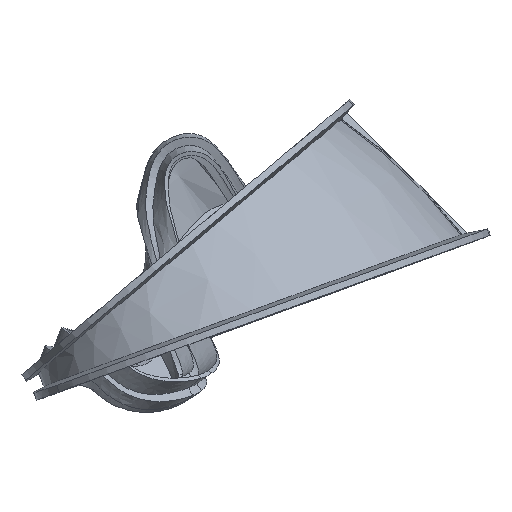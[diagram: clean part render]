
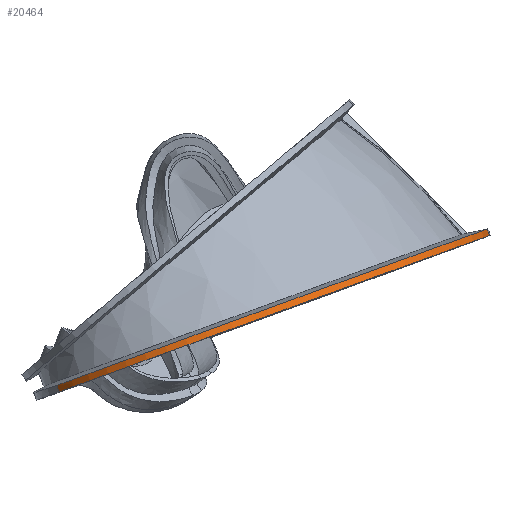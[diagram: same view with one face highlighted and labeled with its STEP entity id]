
A CAD part, top view. The second image highlights one B-rep face of the part: STEP entity #20464.
In plain terms, the highlighted face is a extrusion surface.
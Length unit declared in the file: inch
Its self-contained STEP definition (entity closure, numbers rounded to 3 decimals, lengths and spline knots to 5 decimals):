
#2209=CARTESIAN_POINT('',(19.52253,8.70189,43.22887));
#2291=CARTESIAN_POINT('',(19.95005,7.52727,43.22887));
#2292=CARTESIAN_POINT('',(20.62011,7.77115,44.08207));
#2293=CARTESIAN_POINT('',(22.57389,8.48227,46.28609));
#2294=CARTESIAN_POINT('',(26.12072,9.77321,49.24693));
#2295=CARTESIAN_POINT('',(30.72492,11.449,51.93547));
#2296=CARTESIAN_POINT('',(34.77992,12.9249,53.48198));
#2297=CARTESIAN_POINT('',(38.25321,14.18907,54.30483));
#2298=CARTESIAN_POINT('',(41.93566,15.52938,54.81074));
#2299=CARTESIAN_POINT('',(46.00325,17.00986,54.72844));
#2300=CARTESIAN_POINT('',(50.38466,18.60456,54.02293));
#2301=CARTESIAN_POINT('',(54.1755,19.98431,53.02352));
#2302=CARTESIAN_POINT('',(57.97389,21.36681,51.7215));
#2303=CARTESIAN_POINT('',(62.24365,22.92088,49.95511));
#2304=CARTESIAN_POINT('',(67.04441,24.66822,47.51402));
#2305=CARTESIAN_POINT('',(74.07185,27.22599,43.08681));
#2306=CARTESIAN_POINT('',(80.64207,29.61736,37.44833));
#2307=CARTESIAN_POINT('',(86.50605,31.75167,30.59447));
#2308=CARTESIAN_POINT('',(90.74871,33.29587,24.39304));
#2309=CARTESIAN_POINT('',(94.62553,34.70692,16.82951));
#2310=CARTESIAN_POINT('',(97.33278,35.69228,8.66995));
#2311=CARTESIAN_POINT('',(98.2672,36.03238,3.02339));
#2312=CARTESIAN_POINT('',(98.49199,36.1142,0.52401));
#4773=DIRECTION('',(0.342,-0.94,0.));
#4774=VECTOR('',#4773,1.25);
#4775=CARTESIAN_POINT('',(19.52253,8.70189,43.22887));
#4776=LINE('',#4775,#4774);
#4777=CARTESIAN_POINT('',(19.52253,8.70189,43.22887));
#4778=CARTESIAN_POINT('',(20.19258,8.94576,44.08207));
#4779=CARTESIAN_POINT('',(22.14637,9.65688,46.28609));
#4780=CARTESIAN_POINT('',(25.69319,10.94782,49.24693));
#4781=CARTESIAN_POINT('',(30.29739,12.62361,51.93547));
#4782=CARTESIAN_POINT('',(34.3524,14.09952,53.48198));
#4783=CARTESIAN_POINT('',(37.82568,15.36369,54.30483));
#4784=CARTESIAN_POINT('',(41.50814,16.70399,54.81074));
#4785=CARTESIAN_POINT('',(45.57572,18.18447,54.72844));
#4786=CARTESIAN_POINT('',(49.95714,19.77918,54.02293));
#4787=CARTESIAN_POINT('',(53.74797,21.15893,53.02352));
#4788=CARTESIAN_POINT('',(57.54636,22.54143,51.7215));
#4789=CARTESIAN_POINT('',(61.81613,24.0955,49.95511));
#4790=CARTESIAN_POINT('',(66.61689,25.84283,47.51402));
#4791=CARTESIAN_POINT('',(73.64432,28.40061,43.08681));
#4792=CARTESIAN_POINT('',(80.21455,30.79198,37.44833));
#4793=CARTESIAN_POINT('',(86.07853,32.92629,30.59447));
#4794=CARTESIAN_POINT('',(90.32118,34.47049,24.39304));
#4795=CARTESIAN_POINT('',(94.19801,35.88154,16.82951));
#4796=CARTESIAN_POINT('',(96.90526,36.8669,8.66995));
#4797=CARTESIAN_POINT('',(97.83968,37.207,3.02339));
#4798=CARTESIAN_POINT('',(98.06447,37.28881,0.52401));
#4800=DIRECTION('',(0.342,-0.94,0.));
#4801=VECTOR('',#4800,1.25);
#4802=CARTESIAN_POINT('',(98.06447,37.28881,0.52401));
#4803=LINE('',#4802,#4801);
#5007=CARTESIAN_POINT('',(98.06447,37.28881,0.52401));
#5008=CARTESIAN_POINT('',(98.49199,36.1142,0.52401));
#5009=VERTEX_POINT('',#5007);
#5010=VERTEX_POINT('',#5008);
#5232=CARTESIAN_POINT('',(19.95005,7.52727,43.22887));
#5234=VERTEX_POINT('',#5232);
#5238=VERTEX_POINT('',#2209);
#20419=CARTESIAN_POINT('',(17.24725,7.87375,2.52824));
#20420=CARTESIAN_POINT('',(16.74652,7.6915,3.62488));
#20421=CARTESIAN_POINT('',(15.76674,7.33489,6.03814));
#20422=CARTESIAN_POINT('',(14.61812,6.91683,10.02666));
#20423=CARTESIAN_POINT('',(13.84578,6.63572,14.24061));
#20424=CARTESIAN_POINT('',(13.4279,6.48362,18.61795));
#20425=CARTESIAN_POINT('',(13.36379,6.46029,22.21752));
#20426=CARTESIAN_POINT('',(13.46655,6.49769,25.18215));
#20427=CARTESIAN_POINT('',(13.69752,6.58176,28.32757));
#20428=CARTESIAN_POINT('',(14.30344,6.80229,32.31316));
#20429=CARTESIAN_POINT('',(15.51272,7.24243,36.29052));
#20430=CARTESIAN_POINT('',(16.95566,7.76762,39.39182));
#20431=CARTESIAN_POINT('',(18.77743,8.43069,42.41077));
#20432=CARTESIAN_POINT('',(21.65759,9.47899,45.87807));
#20433=CARTESIAN_POINT('',(25.69319,10.94782,49.24693));
#20434=CARTESIAN_POINT('',(30.29739,12.62361,51.93547));
#20435=CARTESIAN_POINT('',(34.3524,14.09952,53.48198));
#20436=CARTESIAN_POINT('',(37.82568,15.36369,54.30483));
#20437=CARTESIAN_POINT('',(41.50814,16.70399,54.81074));
#20438=CARTESIAN_POINT('',(45.57572,18.18447,54.72844));
#20439=CARTESIAN_POINT('',(49.95714,19.77918,54.02293));
#20440=CARTESIAN_POINT('',(53.74797,21.15893,53.02352));
#20441=CARTESIAN_POINT('',(57.54636,22.54143,51.7215));
#20442=CARTESIAN_POINT('',(61.81613,24.0955,49.95511));
#20443=CARTESIAN_POINT('',(66.61689,25.84283,47.51402));
#20444=CARTESIAN_POINT('',(73.64432,28.40061,43.08681));
#20445=CARTESIAN_POINT('',(80.21455,30.79198,37.44833));
#20446=CARTESIAN_POINT('',(86.07853,32.92629,30.59447));
#20447=CARTESIAN_POINT('',(90.32118,34.47049,24.39304));
#20448=CARTESIAN_POINT('',(94.19801,35.88154,16.82951));
#20449=CARTESIAN_POINT('',(96.90526,36.8669,8.66995));
#20450=CARTESIAN_POINT('',(97.92402,37.2377,2.51372));
#20451=CARTESIAN_POINT('',(98.14971,37.31984,
-0.51244));
#20452=CARTESIAN_POINT('',(98.1804,37.33101,
-1.03293));
#20454=DIRECTION('',(0.342,-0.94,0.));
#20455=VECTOR('',#20454,1.);
#20456=SURFACE_OF_LINEAR_EXTRUSION('',#20453,#20455);
#20457=ORIENTED_EDGE('',*,*,#12832,.F.);
#20458=ORIENTED_EDGE('',*,*,#12804,.T.);
#20460=ORIENTED_EDGE('',*,*,#20459,.T.);
#20461=ORIENTED_EDGE('',*,*,#12843,.F.);
#20462=EDGE_LOOP('',(#20457,#20458,#20460,#20461));
#20463=FACE_OUTER_BOUND('',#20462,.F.);
#20464=ADVANCED_FACE('',(#20463),#20456,.F.);
#2313=B_SPLINE_CURVE_WITH_KNOTS('',3,(#2291,#2292,#2293,#2294,#2295,#2296,#2297,
#2298,#2299,#2300,#2301,#2302,#2303,#2304,#2305,#2306,#2307,#2308,#2309,#2310,
#2311,#2312),.UNSPECIFIED.,.F.,.F.,(4,1,1,1,1,1,1,1,1,1,1,1,1,1,1,1,1,1,1,4),(
0.,0.02634,0.0719,0.11394,0.15949,
0.18136,0.20504,0.25439,0.28922,
0.32696,0.36469,0.40557,0.46022,
0.51942,0.64277,0.70384,0.77001,
0.84875,0.93406,1.),.UNSPECIFIED.);
#4799=B_SPLINE_CURVE_WITH_KNOTS('',3,(#4777,#4778,#4779,#4780,#4781,#4782,#4783,
#4784,#4785,#4786,#4787,#4788,#4789,#4790,#4791,#4792,#4793,#4794,#4795,#4796,
#4797,#4798),.UNSPECIFIED.,.F.,.F.,(4,1,1,1,1,1,1,1,1,1,1,1,1,1,1,1,1,1,1,4),(
0.,0.02634,0.0719,0.11394,0.15949,
0.18136,0.20504,0.25439,0.28922,
0.32696,0.36469,0.40557,0.46022,
0.51942,0.64277,0.70384,0.77001,
0.84875,0.93406,1.),.UNSPECIFIED.);
#12804=EDGE_CURVE('',#5238,#5009,#4799,.T.);
#12832=EDGE_CURVE('',#5238,#5234,#4776,.T.);
#12843=EDGE_CURVE('',#5234,#5010,#2313,.T.);
#20453=B_SPLINE_CURVE_WITH_KNOTS('',3,(#20419,#20420,#20421,#20422,#20423,
#20424,#20425,#20426,#20427,#20428,#20429,#20430,#20431,#20432,#20433,#20434,
#20435,#20436,#20437,#20438,#20439,#20440,#20441,#20442,#20443,#20444,#20445,
#20446,#20447,#20448,#20449,#20450,#20451,#20452),.UNSPECIFIED.,.F.,.F.,(4,1,1,
1,1,1,1,1,1,1,1,1,1,1,1,1,1,1,1,1,1,1,1,1,1,1,1,1,1,1,1,4),(0.,
0.0235,0.04987,0.07843,0.1048,
0.13336,0.14707,0.16192,0.19287,
0.22108,0.23576,0.25165,0.28222,
0.31534,0.34591,0.37902,0.39492,
0.41214,0.44801,0.47334,0.50077,
0.5282,0.55792,0.59765,0.64069,
0.73036,0.77477,0.82287,0.88012,
0.94213,0.99008,1.),.UNSPECIFIED.);
#20459=EDGE_CURVE('',#5009,#5010,#4803,.T.);
